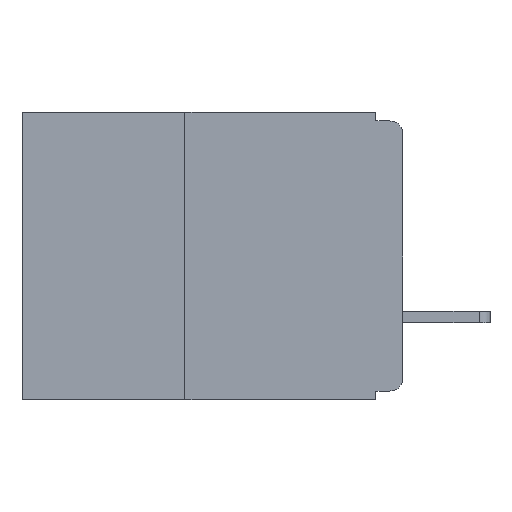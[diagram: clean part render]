
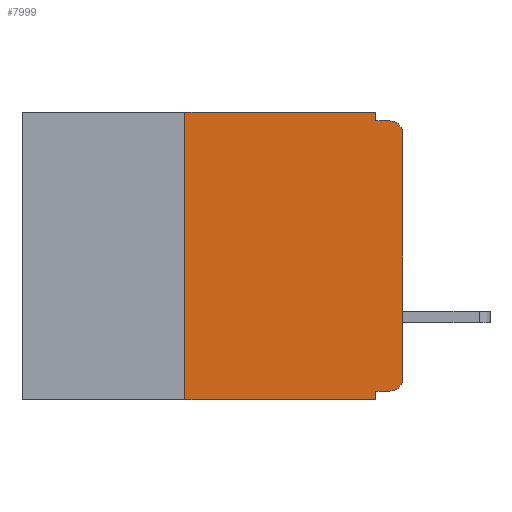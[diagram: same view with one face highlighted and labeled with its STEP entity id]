
A CAD part, left-side view. The second image highlights one B-rep face of the part: STEP entity #7999.
In plain terms, the highlighted planar face has unit normal (-1, 0, 0).
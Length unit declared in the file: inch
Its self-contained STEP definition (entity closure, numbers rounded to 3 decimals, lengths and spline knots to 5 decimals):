
#75 = DIRECTION ( 'NONE',  ( 0., 0., 1. ) ) ;
#619 = DIRECTION ( 'NONE',  ( -1., 0., 0. ) ) ;
#707 = CARTESIAN_POINT ( 'NONE',  ( 0., 0.437, 0. ) ) ;
#1054 = PLANE ( 'NONE',  #6759 ) ;
#1293 = EDGE_LOOP ( 'NONE', ( #24882, #7991, #17375, #5390, #6697, #20979, #6398, #12290, #3148, #10654 ) ) ;
#1920 = VERTEX_POINT ( 'NONE', #2877 ) ;
#2052 = DIRECTION ( 'NONE',  ( 0., 0., -1. ) ) ;
#2349 = DIRECTION ( 'NONE',  ( -1., 0., 0. ) ) ;
#2567 = LINE ( 'NONE', #9710, #18456 ) ;
#2622 = CARTESIAN_POINT ( 'NONE',  ( 0., 0.031, -0.33 ) ) ;
#2877 = CARTESIAN_POINT ( 'NONE',  ( 0., 0.015, -0.32 ) ) ;
#3148 = ORIENTED_EDGE ( 'NONE', *, *, #14736, .F. ) ;
#3471 = LINE ( 'NONE', #11036, #19384 ) ;
#3681 = LINE ( 'NONE', #707, #25141 ) ;
#3929 = VERTEX_POINT ( 'NONE', #19445 ) ;
#3975 = CARTESIAN_POINT ( 'NONE',  ( 0., 0., -0.305 ) ) ;
#5321 = DIRECTION ( 'NONE',  ( 0., 0., -1. ) ) ;
#5382 = EDGE_CURVE ( 'NONE', #10117, #11489, #25170, .T. ) ;
#5390 = ORIENTED_EDGE ( 'NONE', *, *, #5382, .F. ) ;
#6155 = CARTESIAN_POINT ( 'NONE',  ( 0., 0.25, -0.33 ) ) ;
#6398 = ORIENTED_EDGE ( 'NONE', *, *, #9324, .T. ) ;
#6461 = EDGE_CURVE ( 'NONE', #15949, #3929, #23858, .T. ) ;
#6697 = ORIENTED_EDGE ( 'NONE', *, *, #12296, .F. ) ;
#6759 = AXIS2_PLACEMENT_3D ( 'NONE', #9422, #17731, #5321 ) ;
#6943 = DIRECTION ( 'NONE',  ( 0., -1., 0. ) ) ;
#7913 = CIRCLE ( 'NONE', #20891, 0.015 ) ;
#7991 = ORIENTED_EDGE ( 'NONE', *, *, #24497, .T. ) ;
#7999 = ADVANCED_FACE ( 'NONE', ( #13351 ), #1054, .F. ) ;
#9324 = EDGE_CURVE ( 'NONE', #15949, #16857, #2567, .T. ) ;
#9422 = CARTESIAN_POINT ( 'NONE',  ( 0., 0.437, 0. ) ) ;
#9430 = DIRECTION ( 'NONE',  ( 0., 0., -1. ) ) ;
#9481 = VERTEX_POINT ( 'NONE', #3975 ) ;
#9701 = VERTEX_POINT ( 'NONE', #17107 ) ;
#9710 = CARTESIAN_POINT ( 'NONE',  ( 0., 0.437, -0.33 ) ) ;
#9790 = CARTESIAN_POINT ( 'NONE',  ( 0., 0.031, 0. ) ) ;
#9893 = VECTOR ( 'NONE', #9430, 39.37008 ) ;
#10105 = CIRCLE ( 'NONE', #16782, 0.015 ) ;
#10117 = VERTEX_POINT ( 'NONE', #26805 ) ;
#10356 = EDGE_CURVE ( 'NONE', #11489, #18815, #3471, .T. ) ;
#10654 = ORIENTED_EDGE ( 'NONE', *, *, #18607, .T. ) ;
#11036 = CARTESIAN_POINT ( 'NONE',  ( 0., 0., -0.01 ) ) ;
#11489 = VERTEX_POINT ( 'NONE', #16524 ) ;
#11837 = DIRECTION ( 'NONE',  ( 0., -1., 0. ) ) ;
#12290 = ORIENTED_EDGE ( 'NONE', *, *, #20643, .F. ) ;
#12296 = EDGE_CURVE ( 'NONE', #3929, #10117, #3681, .T. ) ;
#13104 = CARTESIAN_POINT ( 'NONE',  ( 0., 0.015, -0.305 ) ) ;
#13351 = FACE_OUTER_BOUND ( 'NONE', #1293, .T. ) ;
#13702 = EDGE_CURVE ( 'NONE', #9481, #25607, #25622, .T. ) ;
#13717 = CARTESIAN_POINT ( 'NONE',  ( 0., 0.015, -0.01 ) ) ;
#14514 = CARTESIAN_POINT ( 'NONE',  ( 0., 0.031, -0.33 ) ) ;
#14736 = EDGE_CURVE ( 'NONE', #1920, #9701, #25874, .T. ) ;
#14802 = CARTESIAN_POINT ( 'NONE',  ( 0., 0.015, -0.025 ) ) ;
#14826 = VECTOR ( 'NONE', #22540, 39.37008 ) ;
#15159 = DIRECTION ( 'NONE',  ( 0., 0., -1. ) ) ;
#15949 = VERTEX_POINT ( 'NONE', #6155 ) ;
#16519 = DIRECTION ( 'NONE',  ( 0., 0., 1. ) ) ;
#16524 = CARTESIAN_POINT ( 'NONE',  ( 0., 0.031, -0.01 ) ) ;
#16607 = CARTESIAN_POINT ( 'NONE',  ( 0., 0.25, -0.33 ) ) ;
#16681 = CARTESIAN_POINT ( 'NONE',  ( 0., 0., 0. ) ) ;
#16782 = AXIS2_PLACEMENT_3D ( 'NONE', #13104, #619, #15159 ) ;
#16855 = DIRECTION ( 'NONE',  ( 0., 0., -1. ) ) ;
#16857 = VERTEX_POINT ( 'NONE', #2622 ) ;
#17107 = CARTESIAN_POINT ( 'NONE',  ( 0., 0.031, -0.32 ) ) ;
#17375 = ORIENTED_EDGE ( 'NONE', *, *, #10356, .F. ) ;
#17731 = DIRECTION ( 'NONE',  ( 1., 0., 0. ) ) ;
#18353 = CARTESIAN_POINT ( 'NONE',  ( 0., 0., -0.32 ) ) ;
#18456 = VECTOR ( 'NONE', #11837, 39.37008 ) ;
#18607 = EDGE_CURVE ( 'NONE', #1920, #9481, #10105, .T. ) ;
#18815 = VERTEX_POINT ( 'NONE', #13717 ) ;
#19384 = VECTOR ( 'NONE', #6943, 39.37008 ) ;
#19397 = DIRECTION ( 'NONE',  ( 0., -1., 0. ) ) ;
#19445 = CARTESIAN_POINT ( 'NONE',  ( 0., 0.25, 0. ) ) ;
#20091 = LINE ( 'NONE', #14514, #24996 ) ;
#20643 = EDGE_CURVE ( 'NONE', #9701, #16857, #20091, .T. ) ;
#20891 = AXIS2_PLACEMENT_3D ( 'NONE', #14802, #2349, #16855 ) ;
#20979 = ORIENTED_EDGE ( 'NONE', *, *, #6461, .F. ) ;
#22540 = DIRECTION ( 'NONE',  ( 0., 1., 0. ) ) ;
#23189 = VECTOR ( 'NONE', #16519, 39.37008 ) ;
#23858 = LINE ( 'NONE', #16607, #23189 ) ;
#23924 = CARTESIAN_POINT ( 'NONE',  ( 0., 0., -0.025 ) ) ;
#24497 = EDGE_CURVE ( 'NONE', #25607, #18815, #7913, .T. ) ;
#24882 = ORIENTED_EDGE ( 'NONE', *, *, #13702, .T. ) ;
#24976 = VECTOR ( 'NONE', #75, 39.37008 ) ;
#24996 = VECTOR ( 'NONE', #2052, 39.37008 ) ;
#25141 = VECTOR ( 'NONE', #19397, 39.37008 ) ;
#25170 = LINE ( 'NONE', #9790, #9893 ) ;
#25607 = VERTEX_POINT ( 'NONE', #23924 ) ;
#25622 = LINE ( 'NONE', #16681, #24976 ) ;
#25874 = LINE ( 'NONE', #18353, #14826 ) ;
#26805 = CARTESIAN_POINT ( 'NONE',  ( 0., 0.031, 0. ) ) ;
